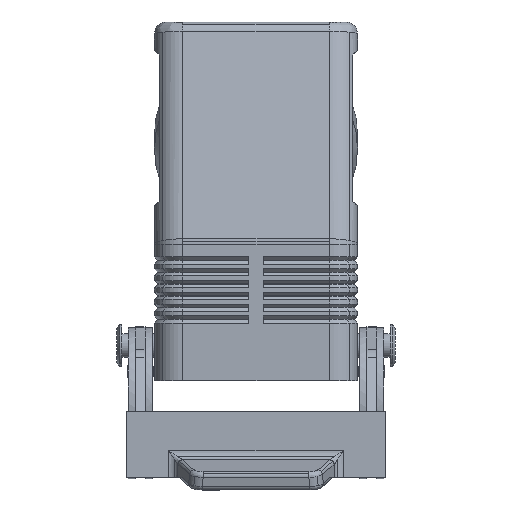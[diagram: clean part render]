
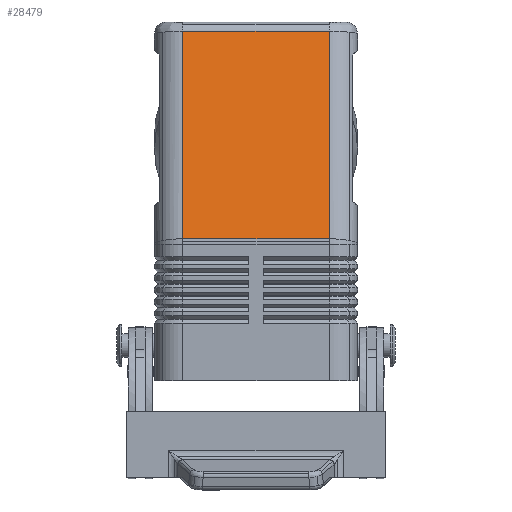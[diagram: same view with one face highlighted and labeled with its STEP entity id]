
A CAD part, left-side view. The second image highlights one B-rep face of the part: STEP entity #28479.
In plain terms, the highlighted planar face has unit normal (-0.98, 0, 0.2).
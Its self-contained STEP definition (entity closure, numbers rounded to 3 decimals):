
#1786=CARTESIAN_POINT('',(-59.879,-15.5,30.094));
#1787=VERTEX_POINT('',#1786);
#1795=CARTESIAN_POINT('',(-59.879,15.5,30.094));
#1796=VERTEX_POINT('',#1795);
#1797=CARTESIAN_POINT('',(-59.879,-15.5,30.094));
#1798=DIRECTION('',(0.0,1.0,0.0));
#1799=VECTOR('',#1798,31.);
#1800=LINE('',#1797,#1799);
#1801=EDGE_CURVE('',#1787,#1796,#1800,.T.);
#28019=CARTESIAN_POINT('',(-50.909,-15.5,74.));
#28020=VERTEX_POINT('',#28019);
#28028=CARTESIAN_POINT('',(-50.909,-15.5,74.));
#28029=DIRECTION('',(-0.2,0.0,-0.98));
#28030=VECTOR('',#28029,44.813);
#28031=LINE('',#28028,#28030);
#28032=EDGE_CURVE('',#28020,#1787,#28031,.T.);
#28456=CARTESIAN_POINT('',(-50.5,0.0,76.0));
#28457=DIRECTION('',(-0.98,0.0,0.2));
#28458=DIRECTION('',(0.2,0.0,0.98));
#28459=AXIS2_PLACEMENT_3D('',#28456,#28457,#28458);
#28460=PLANE('',#28459);
#28461=ORIENTED_EDGE('',*,*,#28032,.F.);
#28462=CARTESIAN_POINT('',(-50.909,15.5,74.));
#28463=VERTEX_POINT('',#28462);
#28464=CARTESIAN_POINT('',(-50.909,15.5,74.));
#28465=DIRECTION('',(0.0,-1.0,0.0));
#28466=VECTOR('',#28465,31.);
#28467=LINE('',#28464,#28466);
#28468=EDGE_CURVE('',#28463,#28020,#28467,.T.);
#28469=ORIENTED_EDGE('',*,*,#28468,.F.);
#28470=CARTESIAN_POINT('',(-59.879,15.5,30.094));
#28471=DIRECTION('',(0.2,0.0,0.98));
#28472=VECTOR('',#28471,44.813);
#28473=LINE('',#28470,#28472);
#28474=EDGE_CURVE('',#1796,#28463,#28473,.T.);
#28475=ORIENTED_EDGE('',*,*,#28474,.F.);
#28476=ORIENTED_EDGE('',*,*,#1801,.F.);
#28477=EDGE_LOOP('',(#28461,#28469,#28475,#28476));
#28478=FACE_OUTER_BOUND('',#28477,.T.);
#28479=ADVANCED_FACE('',(#28478),#28460,.T.);
